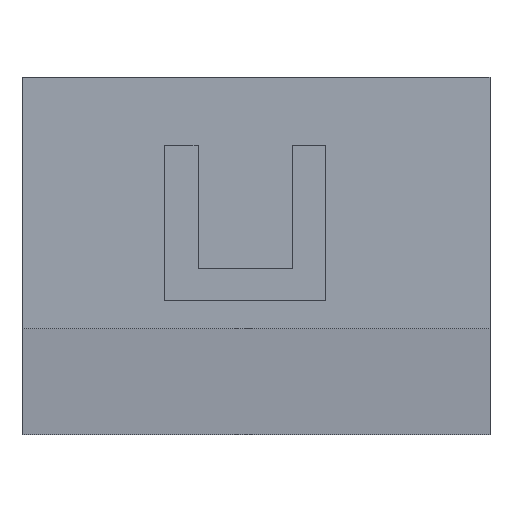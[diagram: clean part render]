
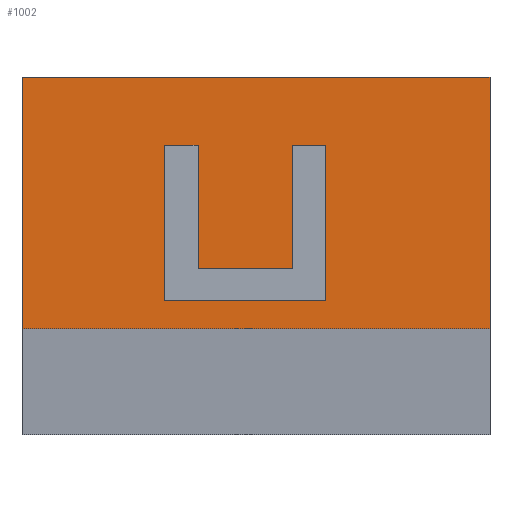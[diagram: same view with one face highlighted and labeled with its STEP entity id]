
A CAD part, front view. The second image highlights one B-rep face of the part: STEP entity #1002.
In plain terms, the highlighted planar face has unit normal (0, -1, 0).
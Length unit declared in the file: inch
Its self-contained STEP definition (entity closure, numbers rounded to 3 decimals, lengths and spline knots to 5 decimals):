
#1 = DIRECTION ( 'NONE',  ( 0., 1., 0. ) ) ;
#4 = CARTESIAN_POINT ( 'NONE',  ( 0.41375, -0.057, -0.3165 ) ) ;
#23 = VERTEX_POINT ( 'NONE', #1223 ) ;
#55 = VERTEX_POINT ( 'NONE', #382 ) ;
#76 = LINE ( 'NONE', #456, #550 ) ;
#83 = CARTESIAN_POINT ( 'NONE',  ( -0.41375, -0.057, 0.3165 ) ) ;
#86 = PLANE ( 'NONE',  #798 ) ;
#98 = CARTESIAN_POINT ( 'NONE',  ( 0., -0.057, 0. ) ) ;
#107 = CARTESIAN_POINT ( 'NONE',  ( 0.065, -0.057, 0.196 ) ) ;
#119 = EDGE_CURVE ( 'NONE', #960, #927, #1104, .T. ) ;
#121 = EDGE_CURVE ( 'NONE', #661, #346, #159, .T. ) ;
#125 = VERTEX_POINT ( 'NONE', #464 ) ;
#134 = ORIENTED_EDGE ( 'NONE', *, *, #835, .F. ) ;
#152 = LINE ( 'NONE', #838, #331 ) ;
#159 = LINE ( 'NONE', #441, #1170 ) ;
#166 = LINE ( 'NONE', #450, #1167 ) ;
#178 = ORIENTED_EDGE ( 'NONE', *, *, #823, .F. ) ;
#191 = CARTESIAN_POINT ( 'NONE',  ( 0.12375, -0.057, -0.079 ) ) ;
#209 = LINE ( 'NONE', #890, #299 ) ;
#210 = DIRECTION ( 'NONE',  ( -1., 0., 0. ) ) ;
#216 = VECTOR ( 'NONE', #546, 39.37008 ) ;
#234 = VERTEX_POINT ( 'NONE', #282 ) ;
#238 = VERTEX_POINT ( 'NONE', #191 ) ;
#246 = ORIENTED_EDGE ( 'NONE', *, *, #121, .F. ) ;
#248 = CARTESIAN_POINT ( 'NONE',  ( -0.16125, -0.057, -0.079 ) ) ;
#261 = DIRECTION ( 'NONE',  ( 1., 0., 0. ) ) ;
#262 = CARTESIAN_POINT ( 'NONE',  ( -0.16125, -0.057, -0.079 ) ) ;
#265 = FACE_BOUND ( 'NONE', #1072, .T. ) ;
#277 = EDGE_CURVE ( 'NONE', #23, #234, #965, .T. ) ;
#282 = CARTESIAN_POINT ( 'NONE',  ( 0.41375, -0.057, -0.1285 ) ) ;
#285 = VERTEX_POINT ( 'NONE', #107 ) ;
#293 = ORIENTED_EDGE ( 'NONE', *, *, #1213, .F. ) ;
#299 = VECTOR ( 'NONE', #498, 39.37008 ) ;
#307 = ORIENTED_EDGE ( 'NONE', *, *, #1166, .F. ) ;
#321 = VERTEX_POINT ( 'NONE', #581 ) ;
#331 = VECTOR ( 'NONE', #353, 39.37008 ) ;
#344 = EDGE_CURVE ( 'NONE', #125, #960, #513, .T. ) ;
#345 = CARTESIAN_POINT ( 'NONE',  ( -0.16125, -0.057, 0.196 ) ) ;
#346 = VERTEX_POINT ( 'NONE', #716 ) ;
#353 = DIRECTION ( 'NONE',  ( 0., 0., 1. ) ) ;
#367 = CARTESIAN_POINT ( 'NONE',  ( -0.1025, -0.057, 0.196 ) ) ;
#371 = ORIENTED_EDGE ( 'NONE', *, *, #277, .T. ) ;
#377 = CARTESIAN_POINT ( 'NONE',  ( -0.1025, -0.057, 0.196 ) ) ;
#382 = CARTESIAN_POINT ( 'NONE',  ( 0.12375, -0.057, 0.196 ) ) ;
#403 = ORIENTED_EDGE ( 'NONE', *, *, #856, .F. ) ;
#407 = CARTESIAN_POINT ( 'NONE',  ( 0.065, -0.057, -0.0215 ) ) ;
#441 = CARTESIAN_POINT ( 'NONE',  ( -0.41375, -0.057, 0.3165 ) ) ;
#444 = VECTOR ( 'NONE', #602, 39.37008 ) ;
#450 = CARTESIAN_POINT ( 'NONE',  ( 0.12375, -0.057, 0.196 ) ) ;
#452 = ORIENTED_EDGE ( 'NONE', *, *, #606, .F. ) ;
#456 = CARTESIAN_POINT ( 'NONE',  ( 0.065, -0.057, 0.196 ) ) ;
#459 = VECTOR ( 'NONE', #778, 39.37008 ) ;
#464 = CARTESIAN_POINT ( 'NONE',  ( 0.065, -0.057, -0.0215 ) ) ;
#475 = VECTOR ( 'NONE', #1205, 39.37008 ) ;
#492 = DIRECTION ( 'NONE',  ( 0., 0., -1. ) ) ;
#498 = DIRECTION ( 'NONE',  ( -1., 0., 0. ) ) ;
#501 = VECTOR ( 'NONE', #492, 39.37008 ) ;
#513 = LINE ( 'NONE', #703, #975 ) ;
#532 = VERTEX_POINT ( 'NONE', #262 ) ;
#534 = DIRECTION ( 'NONE',  ( -1., 0., 0. ) ) ;
#546 = DIRECTION ( 'NONE',  ( 0., 0., -1. ) ) ;
#550 = VECTOR ( 'NONE', #534, 39.37008 ) ;
#581 = CARTESIAN_POINT ( 'NONE',  ( -0.16125, -0.057, 0.196 ) ) ;
#602 = DIRECTION ( 'NONE',  ( 0., 0., -1. ) ) ;
#606 = EDGE_CURVE ( 'NONE', #346, #234, #964, .T. ) ;
#627 = ORIENTED_EDGE ( 'NONE', *, *, #344, .F. ) ;
#644 = DIRECTION ( 'NONE',  ( 0., 0., 1. ) ) ;
#655 = DIRECTION ( 'NONE',  ( 0., 0., 1. ) ) ;
#661 = VERTEX_POINT ( 'NONE', #83 ) ;
#664 = CARTESIAN_POINT ( 'NONE',  ( -0.41375, -0.057, -0.1285 ) ) ;
#693 = LINE ( 'NONE', #407, #444 ) ;
#694 = ORIENTED_EDGE ( 'NONE', *, *, #119, .F. ) ;
#698 = EDGE_CURVE ( 'NONE', #927, #321, #209, .T. ) ;
#703 = CARTESIAN_POINT ( 'NONE',  ( -0.1025, -0.057, -0.0215 ) ) ;
#705 = EDGE_LOOP ( 'NONE', ( #993, #371, #452, #246 ) ) ;
#716 = CARTESIAN_POINT ( 'NONE',  ( 0.41375, -0.057, 0.3165 ) ) ;
#719 = LINE ( 'NONE', #248, #1108 ) ;
#736 = DIRECTION ( 'NONE',  ( 1., 0., 0. ) ) ;
#778 = DIRECTION ( 'NONE',  ( 1., 0., 0. ) ) ;
#798 = AXIS2_PLACEMENT_3D ( 'NONE', #98, #1, #655 ) ;
#800 = ORIENTED_EDGE ( 'NONE', *, *, #698, .F. ) ;
#823 = EDGE_CURVE ( 'NONE', #55, #285, #76, .T. ) ;
#830 = EDGE_CURVE ( 'NONE', #23, #661, #152, .T. ) ;
#835 = EDGE_CURVE ( 'NONE', #532, #238, #719, .T. ) ;
#838 = CARTESIAN_POINT ( 'NONE',  ( -0.41375, -0.057, -0.3165 ) ) ;
#856 = EDGE_CURVE ( 'NONE', #238, #55, #166, .T. ) ;
#890 = CARTESIAN_POINT ( 'NONE',  ( -0.16125, -0.057, 0.196 ) ) ;
#919 = LINE ( 'NONE', #345, #216 ) ;
#927 = VERTEX_POINT ( 'NONE', #377 ) ;
#960 = VERTEX_POINT ( 'NONE', #1146 ) ;
#964 = LINE ( 'NONE', #4, #501 ) ;
#965 = LINE ( 'NONE', #664, #459 ) ;
#975 = VECTOR ( 'NONE', #210, 39.37008 ) ;
#993 = ORIENTED_EDGE ( 'NONE', *, *, #830, .F. ) ;
#1002 = ADVANCED_FACE ( 'NONE', ( #1049, #265 ), #86, .F. ) ;
#1049 = FACE_OUTER_BOUND ( 'NONE', #705, .T. ) ;
#1072 = EDGE_LOOP ( 'NONE', ( #403, #134, #293, #800, #694, #627, #307, #178 ) ) ;
#1104 = LINE ( 'NONE', #367, #475 ) ;
#1108 = VECTOR ( 'NONE', #261, 39.37008 ) ;
#1146 = CARTESIAN_POINT ( 'NONE',  ( -0.1025, -0.057, -0.0215 ) ) ;
#1166 = EDGE_CURVE ( 'NONE', #285, #125, #693, .T. ) ;
#1167 = VECTOR ( 'NONE', #644, 39.37008 ) ;
#1170 = VECTOR ( 'NONE', #736, 39.37008 ) ;
#1205 = DIRECTION ( 'NONE',  ( 0., 0., 1. ) ) ;
#1213 = EDGE_CURVE ( 'NONE', #321, #532, #919, .T. ) ;
#1223 = CARTESIAN_POINT ( 'NONE',  ( -0.41375, -0.057, -0.1285 ) ) ;
